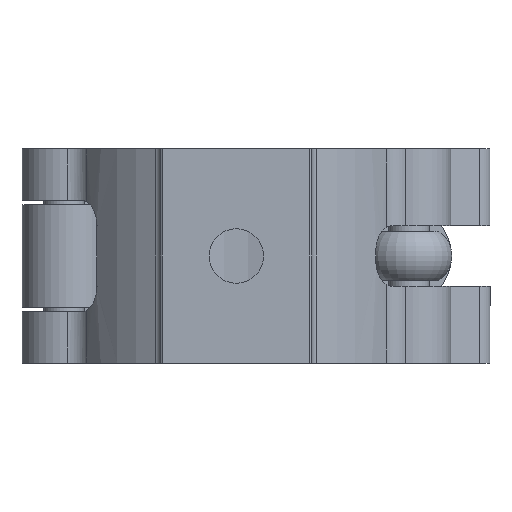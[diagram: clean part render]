
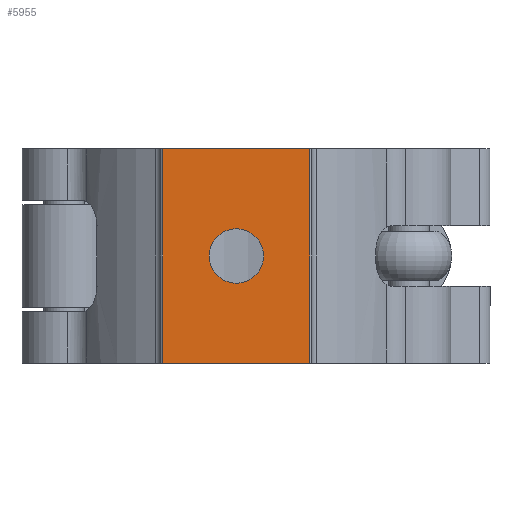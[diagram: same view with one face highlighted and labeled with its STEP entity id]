
A CAD part, front view. The second image highlights one B-rep face of the part: STEP entity #5955.
In plain terms, the highlighted planar face has unit normal (0, -1, 0).
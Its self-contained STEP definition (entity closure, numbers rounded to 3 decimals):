
#159 = VERTEX_POINT ( 'NONE', #1475 ) ;
#282 = EDGE_LOOP ( 'NONE', ( #3197, #5265, #4372, #4844 ) ) ;
#319 = EDGE_CURVE ( 'NONE', #726, #4090, #883, .T. ) ;
#492 = LINE ( 'NONE', #3173, #2826 ) ;
#706 = CARTESIAN_POINT ( 'NONE',  ( 17.127, 0., -24.95 ) ) ;
#726 = VERTEX_POINT ( 'NONE', #6524 ) ;
#883 = CIRCLE ( 'NONE', #4152, 6.35 ) ;
#886 = CARTESIAN_POINT ( 'NONE',  ( 17.127, 0., 24.95 ) ) ;
#1023 = CARTESIAN_POINT ( 'NONE',  ( 17.127, 0., 24.95 ) ) ;
#1150 = EDGE_CURVE ( 'NONE', #1694, #6094, #4469, .T. ) ;
#1196 = DIRECTION ( 'NONE',  ( 0., 0., 1. ) ) ;
#1455 = EDGE_CURVE ( 'NONE', #4090, #726, #4102, .T. ) ;
#1475 = CARTESIAN_POINT ( 'NONE',  ( -17.127, 0., -24.95 ) ) ;
#1537 = VECTOR ( 'NONE', #2817, 1000. ) ;
#1694 = VERTEX_POINT ( 'NONE', #886 ) ;
#1714 = CARTESIAN_POINT ( 'NONE',  ( 0., 0., 0. ) ) ;
#1828 = AXIS2_PLACEMENT_3D ( 'NONE', #5198, #5673, #2808 ) ;
#2009 = PLANE ( 'NONE',  #4061 ) ;
#2182 = EDGE_CURVE ( 'NONE', #2546, #1694, #5521, .T. ) ;
#2546 = VERTEX_POINT ( 'NONE', #3907 ) ;
#2744 = CARTESIAN_POINT ( 'NONE',  ( 0., 0., 6.35 ) ) ;
#2762 = LINE ( 'NONE', #5868, #4818 ) ;
#2808 = DIRECTION ( 'NONE',  ( 0., 0., 1. ) ) ;
#2817 = DIRECTION ( 'NONE',  ( 0., 0., -1. ) ) ;
#2826 = VECTOR ( 'NONE', #5290, 1000. ) ;
#2961 = CARTESIAN_POINT ( 'NONE',  ( 17.127, 0., 24.95 ) ) ;
#3173 = CARTESIAN_POINT ( 'NONE',  ( 17.127, 0., -24.95 ) ) ;
#3197 = ORIENTED_EDGE ( 'NONE', *, *, #3255, .T. ) ;
#3255 = EDGE_CURVE ( 'NONE', #159, #6094, #492, .T. ) ;
#3425 = ORIENTED_EDGE ( 'NONE', *, *, #319, .T. ) ;
#3907 = CARTESIAN_POINT ( 'NONE',  ( -17.127, 0., 24.95 ) ) ;
#3927 = DIRECTION ( 'NONE',  ( 0., 0., -1. ) ) ;
#4061 = AXIS2_PLACEMENT_3D ( 'NONE', #1023, #4094, #6205 ) ;
#4090 = VERTEX_POINT ( 'NONE', #2744 ) ;
#4094 = DIRECTION ( 'NONE',  ( 0., 1., 0. ) ) ;
#4102 = CIRCLE ( 'NONE', #1828, 6.35 ) ;
#4132 = FACE_OUTER_BOUND ( 'NONE', #282, .T. ) ;
#4152 = AXIS2_PLACEMENT_3D ( 'NONE', #1714, #5872, #1196 ) ;
#4372 = ORIENTED_EDGE ( 'NONE', *, *, #2182, .F. ) ;
#4469 = LINE ( 'NONE', #6055, #1537 ) ;
#4697 = ORIENTED_EDGE ( 'NONE', *, *, #1455, .T. ) ;
#4818 = VECTOR ( 'NONE', #3927, 1000. ) ;
#4844 = ORIENTED_EDGE ( 'NONE', *, *, #5082, .T. ) ;
#4981 = DIRECTION ( 'NONE',  ( 1., 0., 0. ) ) ;
#5082 = EDGE_CURVE ( 'NONE', #2546, #159, #2762, .T. ) ;
#5198 = CARTESIAN_POINT ( 'NONE',  ( 0., 0., 0. ) ) ;
#5265 = ORIENTED_EDGE ( 'NONE', *, *, #1150, .F. ) ;
#5290 = DIRECTION ( 'NONE',  ( 1., 0., 0. ) ) ;
#5521 = LINE ( 'NONE', #2961, #5764 ) ;
#5673 = DIRECTION ( 'NONE',  ( 0., 1., 0. ) ) ;
#5727 = EDGE_LOOP ( 'NONE', ( #4697, #3425 ) ) ;
#5764 = VECTOR ( 'NONE', #4981, 1000. ) ;
#5868 = CARTESIAN_POINT ( 'NONE',  ( -17.127, 0., 24.95 ) ) ;
#5872 = DIRECTION ( 'NONE',  ( 0., 1., 0. ) ) ;
#5955 = ADVANCED_FACE ( 'NONE', ( #6675, #4132 ), #2009, .F. ) ;
#6055 = CARTESIAN_POINT ( 'NONE',  ( 17.127, 0., 24.95 ) ) ;
#6094 = VERTEX_POINT ( 'NONE', #706 ) ;
#6205 = DIRECTION ( 'NONE',  ( 0., 0., 1. ) ) ;
#6524 = CARTESIAN_POINT ( 'NONE',  ( 0., 0., -6.35 ) ) ;
#6675 = FACE_BOUND ( 'NONE', #5727, .T. ) ;
